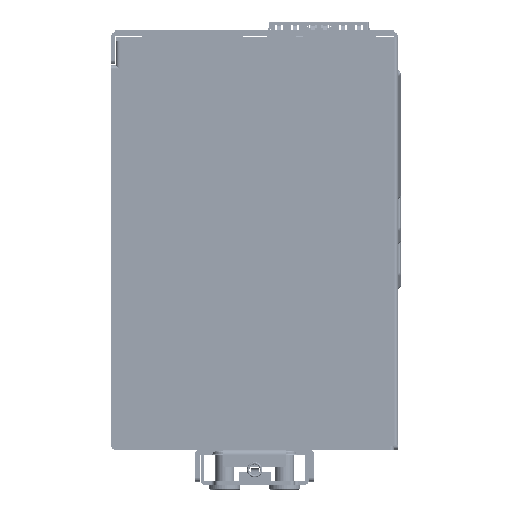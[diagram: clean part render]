
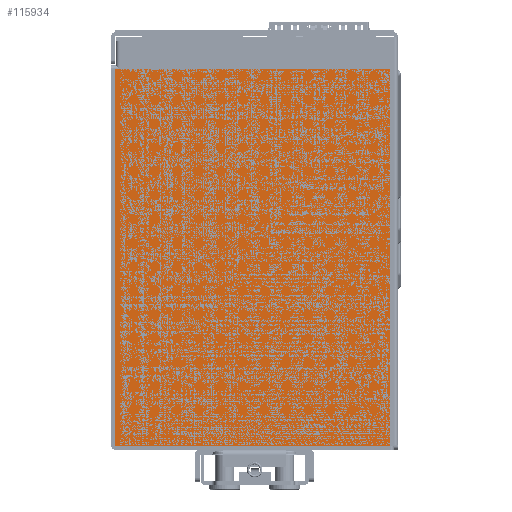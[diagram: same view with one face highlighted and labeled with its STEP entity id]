
A CAD part, front view. The second image highlights one B-rep face of the part: STEP entity #115934.
In plain terms, the highlighted planar face has unit normal (0, -1, 0).
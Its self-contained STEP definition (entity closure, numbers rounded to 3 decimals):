
#985 = DIRECTION ( 'NONE',  ( -1., 0., 0. ) ) ;
#5689 = VERTEX_POINT ( 'NONE', #96275 ) ;
#9044 = ORIENTED_EDGE ( 'NONE', *, *, #37243, .T. ) ;
#9500 = CARTESIAN_POINT ( 'NONE',  ( 69., -140., 95.7 ) ) ;
#16545 = DIRECTION ( 'NONE',  ( 0., 0., -1. ) ) ;
#17483 = AXIS2_PLACEMENT_3D ( 'NONE', #68108, #146668, #44516 ) ;
#22162 = CARTESIAN_POINT ( 'NONE',  ( 0., -140., 1. ) ) ;
#23162 = LINE ( 'NONE', #71138, #101815 ) ;
#26445 = CARTESIAN_POINT ( 'NONE',  ( 0., -140., 95.7 ) ) ;
#28294 = ORIENTED_EDGE ( 'NONE', *, *, #61298, .T. ) ;
#32356 = CARTESIAN_POINT ( 'NONE',  ( 69., -140., 95.7 ) ) ;
#37243 = EDGE_CURVE ( 'NONE', #105798, #5689, #68117, .T. ) ;
#43696 = LINE ( 'NONE', #71052, #65212 ) ;
#44516 = DIRECTION ( 'NONE',  ( 0., 0., 1. ) ) ;
#49302 = LINE ( 'NONE', #26445, #87134 ) ;
#54542 = EDGE_CURVE ( 'NONE', #105798, #126167, #23162, .T. ) ;
#56259 = ORIENTED_EDGE ( 'NONE', *, *, #65735, .F. ) ;
#61298 = EDGE_CURVE ( 'NONE', #5689, #130468, #49302, .T. ) ;
#65212 = VECTOR ( 'NONE', #94658, 1000. ) ;
#65735 = EDGE_CURVE ( 'NONE', #126167, #130468, #43696, .T. ) ;
#67380 = FACE_OUTER_BOUND ( 'NONE', #125105, .T. ) ;
#68108 = CARTESIAN_POINT ( 'NONE',  ( 69., -140., 95.7 ) ) ;
#68117 = LINE ( 'NONE', #32356, #140088 ) ;
#71052 = CARTESIAN_POINT ( 'NONE',  ( 69., -140., 1. ) ) ;
#71138 = CARTESIAN_POINT ( 'NONE',  ( 69., -140., 95.7 ) ) ;
#75248 = CARTESIAN_POINT ( 'NONE',  ( 69., -140., 1. ) ) ;
#87134 = VECTOR ( 'NONE', #16545, 1000. ) ;
#87764 = ORIENTED_EDGE ( 'NONE', *, *, #54542, .F. ) ;
#94658 = DIRECTION ( 'NONE',  ( -1., 0., 0. ) ) ;
#96275 = CARTESIAN_POINT ( 'NONE',  ( 0., -140., 95.7 ) ) ;
#101815 = VECTOR ( 'NONE', #129797, 1000. ) ;
#105798 = VERTEX_POINT ( 'NONE', #9500 ) ;
#115934 = ADVANCED_FACE ( 'NONE', ( #67380 ), #148919, .F. ) ;
#125105 = EDGE_LOOP ( 'NONE', ( #28294, #56259, #87764, #9044 ) ) ;
#126167 = VERTEX_POINT ( 'NONE', #75248 ) ;
#129797 = DIRECTION ( 'NONE',  ( 0., 0., -1. ) ) ;
#130468 = VERTEX_POINT ( 'NONE', #22162 ) ;
#140088 = VECTOR ( 'NONE', #985, 1000. ) ;
#146668 = DIRECTION ( 'NONE',  ( 0., 1., 0. ) ) ;
#148919 = PLANE ( 'NONE',  #17483 ) ;
